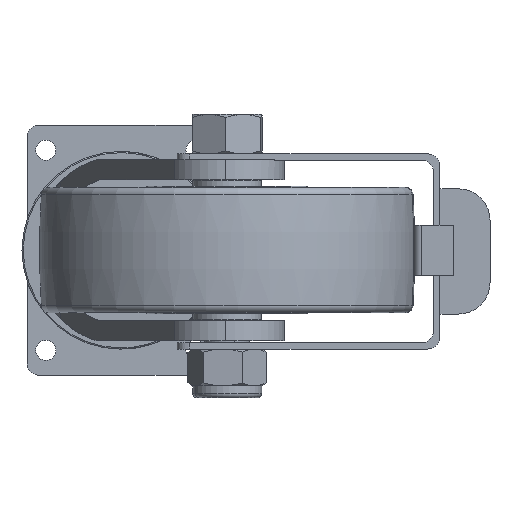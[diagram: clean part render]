
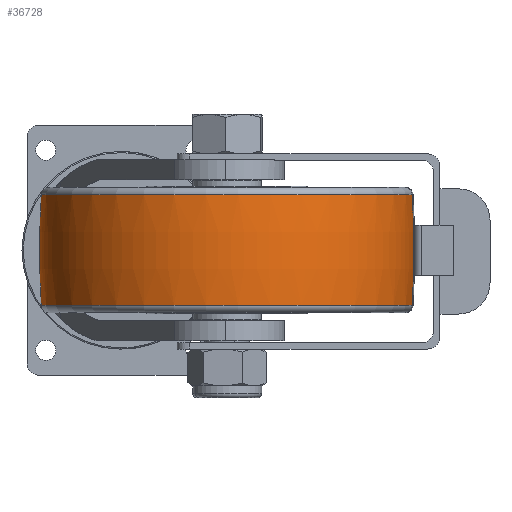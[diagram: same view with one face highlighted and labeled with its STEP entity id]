
A CAD part, front view. The second image highlights one B-rep face of the part: STEP entity #36728.
In plain terms, the highlighted toroidal (fillet/blend) face has major radius 650 mm and minor radius 800 mm.
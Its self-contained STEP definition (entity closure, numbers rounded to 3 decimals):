
#1036 = AXIS2_PLACEMENT_3D ( 'NONE', #1414, #36583, #16222 ) ;
#1414 = CARTESIAN_POINT ( 'NONE',  ( 805.668, -344.92, -99.794 ) ) ;
#1624 = VERTEX_POINT ( 'NONE', #3453 ) ;
#1867 = CARTESIAN_POINT ( 'NONE',  ( 160., -270., -144.127 ) ) ;
#2043 = DIRECTION ( 'NONE',  ( 0., 0., -1. ) ) ;
#3453 = CARTESIAN_POINT ( 'NONE',  ( 307.779, -287.148, -55.462 ) ) ;
#5433 = AXIS2_PLACEMENT_3D ( 'NONE', #33998, #22419, #36648 ) ;
#7420 = DIRECTION ( 'NONE',  ( 0.993, -0.115, 0. ) ) ;
#7652 = EDGE_CURVE ( 'NONE', #8376, #36894, #10519, .T. ) ;
#7981 = CIRCLE ( 'NONE', #36882, 148.771 ) ;
#8376 = VERTEX_POINT ( 'NONE', #31271 ) ;
#10519 = CIRCLE ( 'NONE', #11197, 148.771 ) ;
#11197 = AXIS2_PLACEMENT_3D ( 'NONE', #1867, #16033, #7420 ) ;
#13215 = ORIENTED_EDGE ( 'NONE', *, *, #27787, .T. ) ;
#13964 = TOROIDAL_SURFACE ( 'NONE', #5433, -650., 800. ) ;
#15766 = CIRCLE ( 'NONE', #1036, 800. ) ;
#15773 = FACE_OUTER_BOUND ( 'NONE', #34574, .T. ) ;
#16033 = DIRECTION ( 'NONE',  ( 0., 0., 1. ) ) ;
#16222 = DIRECTION ( 'NONE',  ( -0.993, 0.115, 0. ) ) ;
#16306 = DIRECTION ( 'NONE',  ( -0.115, -0.993, 0. ) ) ;
#17794 = CARTESIAN_POINT ( 'NONE',  ( 307.779, -287.148, -144.127 ) ) ;
#18883 = CIRCLE ( 'NONE', #36664, 800. ) ;
#19094 = EDGE_CURVE ( 'NONE', #8376, #31898, #15766, .T. ) ;
#22419 = DIRECTION ( 'NONE',  ( 0., 0., 1. ) ) ;
#24856 = CARTESIAN_POINT ( 'NONE',  ( -485.668, -195.08, -99.794 ) ) ;
#25526 = CARTESIAN_POINT ( 'NONE',  ( 160., -270., -55.462 ) ) ;
#27243 = CARTESIAN_POINT ( 'NONE',  ( 12.221, -252.852, -55.462 ) ) ;
#27787 = EDGE_CURVE ( 'NONE', #1624, #31898, #7981, .T. ) ;
#28296 = EDGE_CURVE ( 'NONE', #36894, #1624, #18883, .T. ) ;
#28431 = DIRECTION ( 'NONE',  ( -0.993, 0.115, 0. ) ) ;
#28961 = ORIENTED_EDGE ( 'NONE', *, *, #7652, .T. ) ;
#30577 = DIRECTION ( 'NONE',  ( 0.993, -0.115, 0. ) ) ;
#31271 = CARTESIAN_POINT ( 'NONE',  ( 12.221, -252.852, -144.127 ) ) ;
#31898 = VERTEX_POINT ( 'NONE', #27243 ) ;
#31903 = ORIENTED_EDGE ( 'NONE', *, *, #19094, .F. ) ;
#33998 = CARTESIAN_POINT ( 'NONE',  ( 160., -270., -99.794 ) ) ;
#34574 = EDGE_LOOP ( 'NONE', ( #31903, #28961, #35159, #13215 ) ) ;
#35159 = ORIENTED_EDGE ( 'NONE', *, *, #28296, .T. ) ;
#36583 = DIRECTION ( 'NONE',  ( 0.115, 0.993, 0. ) ) ;
#36648 = DIRECTION ( 'NONE',  ( 0.993, -0.115, 0. ) ) ;
#36664 = AXIS2_PLACEMENT_3D ( 'NONE', #24856, #16306, #30577 ) ;
#36728 = ADVANCED_FACE ( 'NONE', ( #15773 ), #13964, .T. ) ;
#36882 = AXIS2_PLACEMENT_3D ( 'NONE', #25526, #2043, #28431 ) ;
#36894 = VERTEX_POINT ( 'NONE', #17794 ) ;
